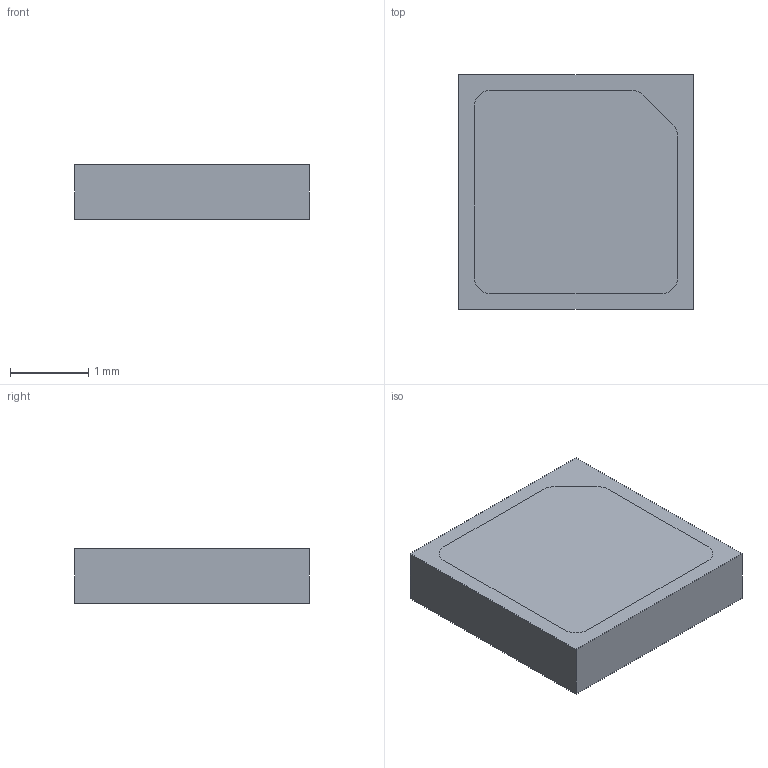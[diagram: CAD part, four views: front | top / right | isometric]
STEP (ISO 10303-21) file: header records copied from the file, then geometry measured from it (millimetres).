
FILE_DESCRIPTION (( 'STEP AP214' ), '1' );
FILE_NAME ('Assem1.STEP', '2021-10-26T04:40:54', ( '' ), ( '' ), 'SwSTEP 2.0', 'SolidWorks 2019', '' );
FILE_SCHEMA (( 'AUTOMOTIVE_DESIGN' ));
Length unit declared in the file: millimetre
Products named in the file (4): Part3; Part2; Part1; Assem1
Assembly tree (3 placements, depth 2):
  Assem1
    Part1
    Part2
    Part3
Bounding box: 3 x 3 x 0.7 mm (x, y, z)
Volume: 6.3 mm3; surface area: 50.3 mm2
Topology: 4 solids, 4 shells, 67 faces, 168 edges, 112 vertices
Faces by surface type: plane 41, cylinder 26
Entity records: 2177 total; most frequent: DIRECTION 366, CARTESIAN_POINT 353, ORIENTED_EDGE 336, EDGE_CURVE 168, AXIS2_PLACEMENT_3D 125, VECTOR 116, LINE 116, VERTEX_POINT 112
